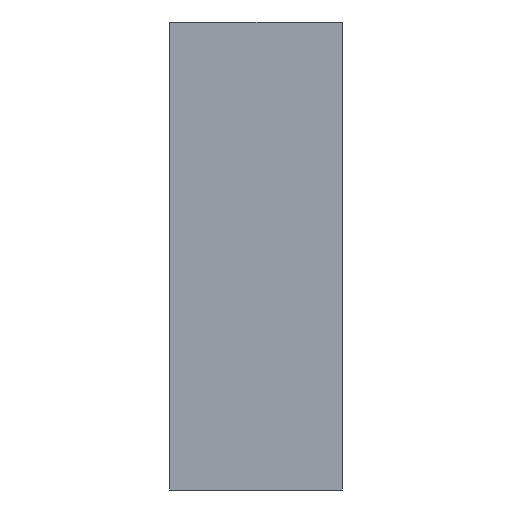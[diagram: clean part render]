
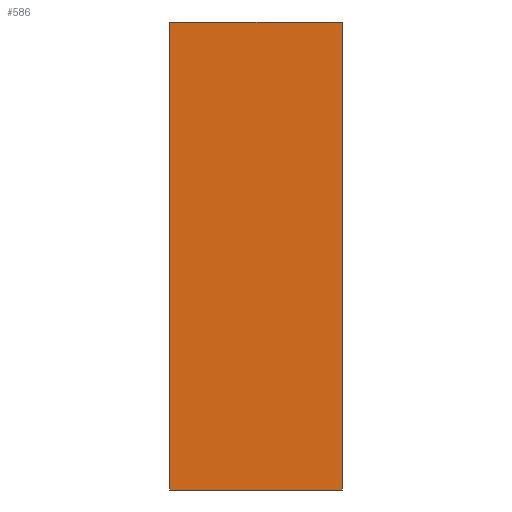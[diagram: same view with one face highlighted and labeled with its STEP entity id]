
A CAD part, left-side view. The second image highlights one B-rep face of the part: STEP entity #586.
In plain terms, the highlighted planar face has unit normal (-1, 0, 0).
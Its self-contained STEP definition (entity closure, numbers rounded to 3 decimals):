
#27=PLANE('',#663);
#56=FACE_OUTER_BOUND('',#88,.T.);
#88=EDGE_LOOP('',(#470,#471,#472,#473));
#138=LINE('',#973,#196);
#143=LINE('',#983,#201);
#144=LINE('',#985,#202);
#145=LINE('',#986,#203);
#196=VECTOR('',#794,1000.);
#201=VECTOR('',#803,1000.);
#202=VECTOR('',#804,1000.);
#203=VECTOR('',#805,1000.);
#291=VERTEX_POINT('',#970);
#292=VERTEX_POINT('',#972);
#295=VERTEX_POINT('',#982);
#296=VERTEX_POINT('',#984);
#359=EDGE_CURVE('',#292,#291,#138,.T.);
#364=EDGE_CURVE('',#295,#291,#143,.T.);
#365=EDGE_CURVE('',#296,#295,#144,.T.);
#366=EDGE_CURVE('',#296,#292,#145,.T.);
#470=ORIENTED_EDGE('',*,*,#364,.F.);
#471=ORIENTED_EDGE('',*,*,#365,.F.);
#472=ORIENTED_EDGE('',*,*,#366,.T.);
#473=ORIENTED_EDGE('',*,*,#359,.T.);
#586=ADVANCED_FACE('',(#56),#27,.T.);
#663=AXIS2_PLACEMENT_3D('',#981,#801,#802);
#794=DIRECTION('',(0.,1.,0.));
#801=DIRECTION('center_axis',(-1.,0.,0.));
#802=DIRECTION('ref_axis',(0.,0.,1.));
#803=DIRECTION('',(0.,0.,1.));
#804=DIRECTION('',(0.,1.,0.));
#805=DIRECTION('',(0.,0.,1.));
#970=CARTESIAN_POINT('',(43.112,-1.125,-1.167));
#972=CARTESIAN_POINT('',(43.112,-6.,-1.167));
#973=CARTESIAN_POINT('',(43.112,-6.,-1.167));
#981=CARTESIAN_POINT('Origin',(43.112,-6.,-14.417));
#982=CARTESIAN_POINT('',(43.112,-1.125,-14.417));
#983=CARTESIAN_POINT('',(43.112,-1.125,-11.105));
#984=CARTESIAN_POINT('',(43.112,-6.,-14.417));
#985=CARTESIAN_POINT('',(43.112,-6.,-14.417));
#986=CARTESIAN_POINT('',(43.112,-6.,-12.935));
